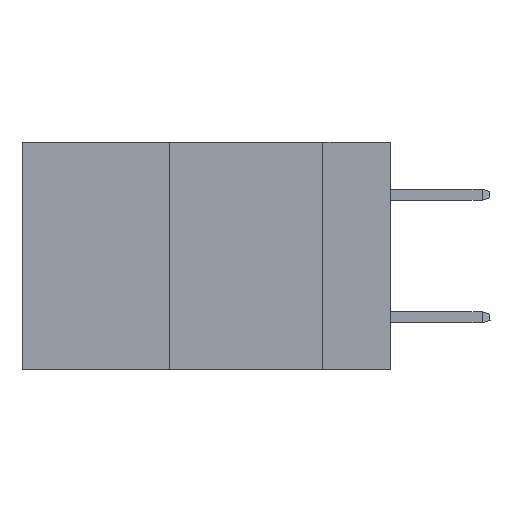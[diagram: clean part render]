
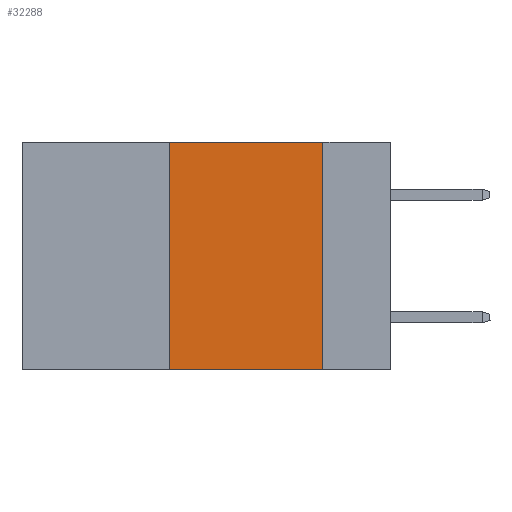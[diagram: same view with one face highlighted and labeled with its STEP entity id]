
A CAD part, left-side view. The second image highlights one B-rep face of the part: STEP entity #32288.
In plain terms, the highlighted planar face has unit normal (-1, 0, 0).
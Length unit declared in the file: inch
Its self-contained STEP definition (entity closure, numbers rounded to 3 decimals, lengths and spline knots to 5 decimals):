
#2218 = VECTOR ( 'NONE', #17235, 39.37008 ) ;
#2278 = CARTESIAN_POINT ( 'NONE',  ( 0., 0.6, -0.37 ) ) ;
#2641 = LINE ( 'NONE', #8126, #35375 ) ;
#3094 = VERTEX_POINT ( 'NONE', #31656 ) ;
#3622 = ORIENTED_EDGE ( 'NONE', *, *, #33098, .T. ) ;
#3681 = CARTESIAN_POINT ( 'NONE',  ( 0., 0.11, 0. ) ) ;
#4228 = EDGE_LOOP ( 'NONE', ( #33645, #39379, #32328, #3622 ) ) ;
#5276 = VERTEX_POINT ( 'NONE', #24354 ) ;
#5644 = VECTOR ( 'NONE', #17750, 39.37008 ) ;
#7382 = PLANE ( 'NONE',  #19148 ) ;
#8126 = CARTESIAN_POINT ( 'NONE',  ( 0., 0.6, 0. ) ) ;
#10791 = DIRECTION ( 'NONE',  ( 0., 0., -1. ) ) ;
#12715 = EDGE_CURVE ( 'NONE', #25009, #14930, #2641, .T. ) ;
#14930 = VERTEX_POINT ( 'NONE', #36955 ) ;
#15610 = VECTOR ( 'NONE', #10791, 39.37008 ) ;
#16682 = FACE_OUTER_BOUND ( 'NONE', #4228, .T. ) ;
#17235 = DIRECTION ( 'NONE',  ( 0., 0., 1. ) ) ;
#17359 = DIRECTION ( 'NONE',  ( 0., 0., -1. ) ) ;
#17648 = LINE ( 'NONE', #35724, #2218 ) ;
#17750 = DIRECTION ( 'NONE',  ( 0., -1., 0. ) ) ;
#18946 = EDGE_CURVE ( 'NONE', #3094, #25009, #17648, .T. ) ;
#19148 = AXIS2_PLACEMENT_3D ( 'NONE', #35718, #23311, #17359 ) ;
#19554 = EDGE_CURVE ( 'NONE', #14930, #5276, #37351, .T. ) ;
#21013 = DIRECTION ( 'NONE',  ( 0., -1., 0. ) ) ;
#21539 = LINE ( 'NONE', #2278, #5644 ) ;
#23311 = DIRECTION ( 'NONE',  ( 1., 0., 0. ) ) ;
#24354 = CARTESIAN_POINT ( 'NONE',  ( 0., 0.11, -0.37 ) ) ;
#25009 = VERTEX_POINT ( 'NONE', #40707 ) ;
#31656 = CARTESIAN_POINT ( 'NONE',  ( 0., 0.36, -0.37 ) ) ;
#32288 = ADVANCED_FACE ( 'NONE', ( #16682 ), #7382, .F. ) ;
#32328 = ORIENTED_EDGE ( 'NONE', *, *, #18946, .F. ) ;
#33098 = EDGE_CURVE ( 'NONE', #3094, #5276, #21539, .T. ) ;
#33645 = ORIENTED_EDGE ( 'NONE', *, *, #19554, .F. ) ;
#35375 = VECTOR ( 'NONE', #21013, 39.37008 ) ;
#35718 = CARTESIAN_POINT ( 'NONE',  ( 0., 0.6, 0. ) ) ;
#35724 = CARTESIAN_POINT ( 'NONE',  ( 0., 0.36, 0. ) ) ;
#36955 = CARTESIAN_POINT ( 'NONE',  ( 0., 0.11, 0. ) ) ;
#37351 = LINE ( 'NONE', #3681, #15610 ) ;
#39379 = ORIENTED_EDGE ( 'NONE', *, *, #12715, .F. ) ;
#40707 = CARTESIAN_POINT ( 'NONE',  ( 0., 0.36, 0. ) ) ;
